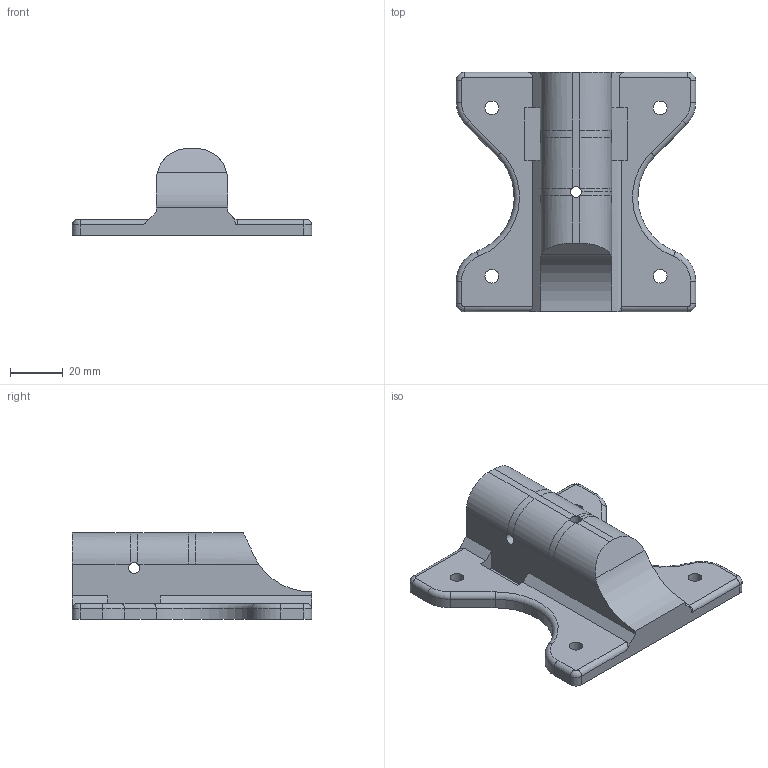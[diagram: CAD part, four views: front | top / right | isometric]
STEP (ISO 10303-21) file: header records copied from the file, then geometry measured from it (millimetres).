
FILE_DESCRIPTION(('FreeCAD Model'),'2;1');
FILE_NAME('Open CASCADE Shape Model','2022-02-09T09:49:41',('Author'),( ''),'Open CASCADE STEP processor 7.5','FreeCAD','Unknown');
FILE_SCHEMA(('AUTOMOTIVE_DESIGN { 1 0 10303 214 1 1 1 1 }'));
Length unit declared in the file: millimetre
Products named in the file (1): NEW.outter.hinge
Bounding box: 91 x 91 x 33 mm (x, y, z)
Volume: 67506.4 mm3; surface area: 24591.3 mm2
Topology: 1 solids, 1 shells, 97 faces, 257 edges, 164 vertices
Faces by surface type: cylinder 41, plane 40, torus 6, bspline 6, revolution 4
Full cylindrical faces by diameter (mm): 4.2 x3, 5.2 x5, 14 x4, 20.4 x1
Entity records: 8099 total; most frequent: CARTESIAN_POINT 3096, DIRECTION 892, ORIENTED_EDGE 514, PCURVE 514, DEFINITIONAL_REPRESENTATION 514, LINE 493, VECTOR 493, EDGE_CURVE 257
